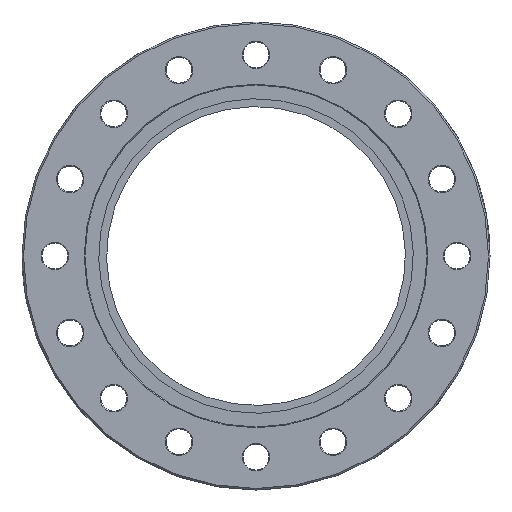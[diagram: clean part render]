
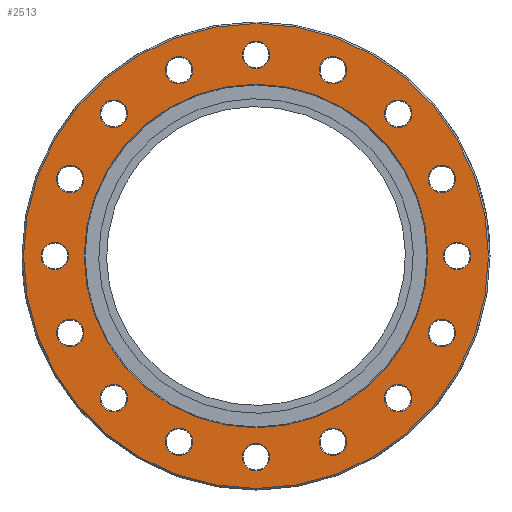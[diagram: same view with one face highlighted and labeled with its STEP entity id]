
A CAD part, front view. The second image highlights one B-rep face of the part: STEP entity #2513.
In plain terms, the highlighted planar face has unit normal (0, -1, 0).
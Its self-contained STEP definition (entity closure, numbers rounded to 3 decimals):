
#401=PLANE('',#2741);
#474=FACE_BOUND('',#750,.T.);
#475=FACE_BOUND('',#751,.T.);
#476=FACE_BOUND('',#752,.T.);
#477=FACE_BOUND('',#753,.T.);
#478=FACE_BOUND('',#754,.T.);
#479=FACE_BOUND('',#755,.T.);
#480=FACE_BOUND('',#756,.T.);
#481=FACE_BOUND('',#757,.T.);
#482=FACE_BOUND('',#758,.T.);
#483=FACE_BOUND('',#759,.T.);
#484=FACE_BOUND('',#760,.T.);
#485=FACE_BOUND('',#761,.T.);
#486=FACE_BOUND('',#762,.T.);
#487=FACE_BOUND('',#763,.T.);
#488=FACE_BOUND('',#764,.T.);
#489=FACE_BOUND('',#765,.T.);
#490=FACE_BOUND('',#766,.T.);
#581=FACE_OUTER_BOUND('',#749,.T.);
#749=EDGE_LOOP('',(#1777));
#750=EDGE_LOOP('',(#1778));
#751=EDGE_LOOP('',(#1779));
#752=EDGE_LOOP('',(#1780));
#753=EDGE_LOOP('',(#1781));
#754=EDGE_LOOP('',(#1782));
#755=EDGE_LOOP('',(#1783));
#756=EDGE_LOOP('',(#1784));
#757=EDGE_LOOP('',(#1785));
#758=EDGE_LOOP('',(#1786));
#759=EDGE_LOOP('',(#1787));
#760=EDGE_LOOP('',(#1788));
#761=EDGE_LOOP('',(#1789));
#762=EDGE_LOOP('',(#1790));
#763=EDGE_LOOP('',(#1791));
#764=EDGE_LOOP('',(#1792));
#765=EDGE_LOOP('',(#1793));
#766=EDGE_LOOP('',(#1794));
#1016=CIRCLE('',#2740,55.65);
#1017=CIRCLE('',#2742,75.3);
#1018=CIRCLE('',#2743,4.45);
#1019=CIRCLE('',#2744,4.45);
#1020=CIRCLE('',#2745,4.45);
#1021=CIRCLE('',#2746,4.45);
#1022=CIRCLE('',#2747,4.45);
#1023=CIRCLE('',#2748,4.45);
#1024=CIRCLE('',#2749,4.45);
#1025=CIRCLE('',#2750,4.45);
#1026=CIRCLE('',#2751,4.45);
#1027=CIRCLE('',#2752,4.45);
#1028=CIRCLE('',#2753,4.45);
#1029=CIRCLE('',#2754,4.45);
#1030=CIRCLE('',#2755,4.45);
#1031=CIRCLE('',#2756,4.45);
#1032=CIRCLE('',#2757,4.45);
#1033=CIRCLE('',#2758,4.45);
#1162=VERTEX_POINT('',#3645);
#1163=VERTEX_POINT('',#3648);
#1164=VERTEX_POINT('',#3650);
#1165=VERTEX_POINT('',#3652);
#1166=VERTEX_POINT('',#3654);
#1167=VERTEX_POINT('',#3656);
#1168=VERTEX_POINT('',#3658);
#1169=VERTEX_POINT('',#3660);
#1170=VERTEX_POINT('',#3662);
#1171=VERTEX_POINT('',#3664);
#1172=VERTEX_POINT('',#3666);
#1173=VERTEX_POINT('',#3668);
#1174=VERTEX_POINT('',#3670);
#1175=VERTEX_POINT('',#3672);
#1176=VERTEX_POINT('',#3674);
#1177=VERTEX_POINT('',#3676);
#1178=VERTEX_POINT('',#3678);
#1179=VERTEX_POINT('',#3680);
#1423=EDGE_CURVE('',#1162,#1162,#1016,.T.);
#1424=EDGE_CURVE('',#1163,#1163,#1017,.T.);
#1425=EDGE_CURVE('',#1164,#1164,#1018,.T.);
#1426=EDGE_CURVE('',#1165,#1165,#1019,.T.);
#1427=EDGE_CURVE('',#1166,#1166,#1020,.T.);
#1428=EDGE_CURVE('',#1167,#1167,#1021,.T.);
#1429=EDGE_CURVE('',#1168,#1168,#1022,.T.);
#1430=EDGE_CURVE('',#1169,#1169,#1023,.T.);
#1431=EDGE_CURVE('',#1170,#1170,#1024,.T.);
#1432=EDGE_CURVE('',#1171,#1171,#1025,.T.);
#1433=EDGE_CURVE('',#1172,#1172,#1026,.T.);
#1434=EDGE_CURVE('',#1173,#1173,#1027,.T.);
#1435=EDGE_CURVE('',#1174,#1174,#1028,.T.);
#1436=EDGE_CURVE('',#1175,#1175,#1029,.T.);
#1437=EDGE_CURVE('',#1176,#1176,#1030,.T.);
#1438=EDGE_CURVE('',#1177,#1177,#1031,.T.);
#1439=EDGE_CURVE('',#1178,#1178,#1032,.T.);
#1440=EDGE_CURVE('',#1179,#1179,#1033,.T.);
#1777=ORIENTED_EDGE('',*,*,#1424,.F.);
#1778=ORIENTED_EDGE('',*,*,#1425,.F.);
#1779=ORIENTED_EDGE('',*,*,#1426,.F.);
#1780=ORIENTED_EDGE('',*,*,#1427,.F.);
#1781=ORIENTED_EDGE('',*,*,#1428,.F.);
#1782=ORIENTED_EDGE('',*,*,#1429,.F.);
#1783=ORIENTED_EDGE('',*,*,#1430,.F.);
#1784=ORIENTED_EDGE('',*,*,#1431,.F.);
#1785=ORIENTED_EDGE('',*,*,#1432,.F.);
#1786=ORIENTED_EDGE('',*,*,#1433,.F.);
#1787=ORIENTED_EDGE('',*,*,#1434,.F.);
#1788=ORIENTED_EDGE('',*,*,#1435,.F.);
#1789=ORIENTED_EDGE('',*,*,#1436,.F.);
#1790=ORIENTED_EDGE('',*,*,#1437,.F.);
#1791=ORIENTED_EDGE('',*,*,#1438,.F.);
#1792=ORIENTED_EDGE('',*,*,#1439,.F.);
#1793=ORIENTED_EDGE('',*,*,#1440,.F.);
#1794=ORIENTED_EDGE('',*,*,#1423,.F.);
#2513=ADVANCED_FACE('',(#581,#474,#475,#476,#477,#478,#479,#480,#481,#482,
#483,#484,#485,#486,#487,#488,#489,#490),#401,.T.);
#2740=AXIS2_PLACEMENT_3D('',#3646,#3012,#3013);
#2741=AXIS2_PLACEMENT_3D('',#3647,#3014,#3015);
#2742=AXIS2_PLACEMENT_3D('',#3649,#3016,#3017);
#2743=AXIS2_PLACEMENT_3D('',#3651,#3018,#3019);
#2744=AXIS2_PLACEMENT_3D('',#3653,#3020,#3021);
#2745=AXIS2_PLACEMENT_3D('',#3655,#3022,#3023);
#2746=AXIS2_PLACEMENT_3D('',#3657,#3024,#3025);
#2747=AXIS2_PLACEMENT_3D('',#3659,#3026,#3027);
#2748=AXIS2_PLACEMENT_3D('',#3661,#3028,#3029);
#2749=AXIS2_PLACEMENT_3D('',#3663,#3030,#3031);
#2750=AXIS2_PLACEMENT_3D('',#3665,#3032,#3033);
#2751=AXIS2_PLACEMENT_3D('',#3667,#3034,#3035);
#2752=AXIS2_PLACEMENT_3D('',#3669,#3036,#3037);
#2753=AXIS2_PLACEMENT_3D('',#3671,#3038,#3039);
#2754=AXIS2_PLACEMENT_3D('',#3673,#3040,#3041);
#2755=AXIS2_PLACEMENT_3D('',#3675,#3042,#3043);
#2756=AXIS2_PLACEMENT_3D('',#3677,#3044,#3045);
#2757=AXIS2_PLACEMENT_3D('',#3679,#3046,#3047);
#2758=AXIS2_PLACEMENT_3D('',#3681,#3048,#3049);
#3012=DIRECTION('center_axis',(0.,-1.,0.));
#3013=DIRECTION('ref_axis',(1.,0.,0.));
#3014=DIRECTION('center_axis',(0.,-1.,0.));
#3015=DIRECTION('ref_axis',(0.,0.,-1.));
#3016=DIRECTION('center_axis',(0.,1.,0.));
#3017=DIRECTION('ref_axis',(1.,0.,0.));
#3018=DIRECTION('center_axis',(0.,-1.,0.));
#3019=DIRECTION('ref_axis',(0.707,0.,0.707));
#3020=DIRECTION('center_axis',(0.,-1.,0.));
#3021=DIRECTION('ref_axis',(0.,0.,1.));
#3022=DIRECTION('center_axis',(0.,-1.,0.));
#3023=DIRECTION('ref_axis',(-0.707,0.,0.707));
#3024=DIRECTION('center_axis',(0.,-1.,0.));
#3025=DIRECTION('ref_axis',(-1.,0.,0.));
#3026=DIRECTION('center_axis',(0.,-1.,0.));
#3027=DIRECTION('ref_axis',(-0.707,0.,-0.707));
#3028=DIRECTION('center_axis',(0.,-1.,0.));
#3029=DIRECTION('ref_axis',(0.,0.,-1.));
#3030=DIRECTION('center_axis',(0.,-1.,0.));
#3031=DIRECTION('ref_axis',(0.707,0.,-0.707));
#3032=DIRECTION('center_axis',(0.,-1.,0.));
#3033=DIRECTION('ref_axis',(1.,0.,0.));
#3034=DIRECTION('center_axis',(0.,-1.,0.));
#3035=DIRECTION('ref_axis',(0.924,0.,-0.383));
#3036=DIRECTION('center_axis',(0.,-1.,0.));
#3037=DIRECTION('ref_axis',(0.383,0.,-0.924));
#3038=DIRECTION('center_axis',(0.,-1.,0.));
#3039=DIRECTION('ref_axis',(-0.383,0.,-0.924));
#3040=DIRECTION('center_axis',(0.,-1.,0.));
#3041=DIRECTION('ref_axis',(-0.924,0.,-0.383));
#3042=DIRECTION('center_axis',(0.,-1.,0.));
#3043=DIRECTION('ref_axis',(-0.924,0.,0.383));
#3044=DIRECTION('center_axis',(0.,-1.,0.));
#3045=DIRECTION('ref_axis',(-0.383,0.,0.924));
#3046=DIRECTION('center_axis',(0.,-1.,0.));
#3047=DIRECTION('ref_axis',(0.383,0.,0.924));
#3048=DIRECTION('center_axis',(0.,-1.,0.));
#3049=DIRECTION('ref_axis',(0.924,0.,0.383));
#3645=CARTESIAN_POINT('',(-55.65,0.,0.));
#3646=CARTESIAN_POINT('Origin',(0.,0.,0.));
#3647=CARTESIAN_POINT('Origin',(-75.8,0.,0.));
#3648=CARTESIAN_POINT('',(-75.3,0.,0.));
#3649=CARTESIAN_POINT('Origin',(0.,0.,0.));
#3650=CARTESIAN_POINT('',(42.921,0.,-49.215));
#3651=CARTESIAN_POINT('Origin',(46.068,0.,-46.068));
#3652=CARTESIAN_POINT('',(65.15,0.,-4.45));
#3653=CARTESIAN_POINT('Origin',(65.15,0.,0.));
#3654=CARTESIAN_POINT('',(49.215,0.,42.921));
#3655=CARTESIAN_POINT('Origin',(46.068,0.,46.068));
#3656=CARTESIAN_POINT('',(4.45,0.,65.15));
#3657=CARTESIAN_POINT('Origin',(0.,0.,65.15));
#3658=CARTESIAN_POINT('',(-42.921,0.,49.215));
#3659=CARTESIAN_POINT('Origin',(-46.068,0.,46.068));
#3660=CARTESIAN_POINT('',(-65.15,0.,4.45));
#3661=CARTESIAN_POINT('Origin',(-65.15,0.,0.));
#3662=CARTESIAN_POINT('',(-49.215,0.,-42.921));
#3663=CARTESIAN_POINT('Origin',(-46.068,0.,-46.068));
#3664=CARTESIAN_POINT('',(-4.45,0.,-65.15));
#3665=CARTESIAN_POINT('Origin',(0.,0.,-65.15));
#3666=CARTESIAN_POINT('',(-29.043,0.,-58.488));
#3667=CARTESIAN_POINT('Origin',(-24.932,0.,-60.191));
#3668=CARTESIAN_POINT('',(-61.894,0.,-20.821));
#3669=CARTESIAN_POINT('Origin',(-60.191,0.,-24.932));
#3670=CARTESIAN_POINT('',(-58.488,0.,29.043));
#3671=CARTESIAN_POINT('Origin',(-60.191,0.,24.932));
#3672=CARTESIAN_POINT('',(-20.821,0.,61.894));
#3673=CARTESIAN_POINT('Origin',(-24.932,0.,60.191));
#3674=CARTESIAN_POINT('',(29.043,0.,58.488));
#3675=CARTESIAN_POINT('Origin',(24.932,0.,60.191));
#3676=CARTESIAN_POINT('',(61.894,0.,20.821));
#3677=CARTESIAN_POINT('Origin',(60.191,0.,24.932));
#3678=CARTESIAN_POINT('',(58.488,0.,-29.043));
#3679=CARTESIAN_POINT('Origin',(60.191,0.,-24.932));
#3680=CARTESIAN_POINT('',(20.821,0.,-61.894));
#3681=CARTESIAN_POINT('Origin',(24.932,0.,-60.191));
